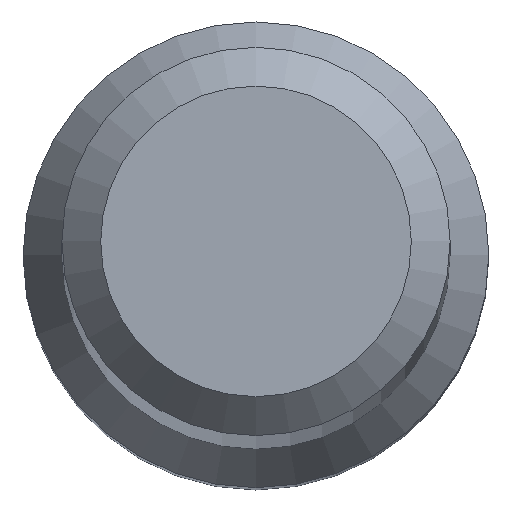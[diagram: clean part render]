
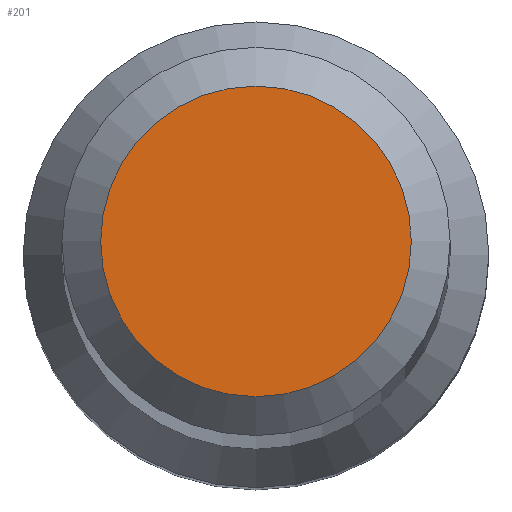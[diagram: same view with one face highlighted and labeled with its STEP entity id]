
A CAD part, top view. The second image highlights one B-rep face of the part: STEP entity #201.
In plain terms, the highlighted planar face has unit normal (0, 0, 1).
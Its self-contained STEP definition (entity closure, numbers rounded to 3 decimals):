
#6 = DIRECTION ( 'NONE',  ( 0., 1., 0. ) ) ;
#16 = CIRCLE ( 'NONE', #26, 1.2 ) ;
#26 = AXIS2_PLACEMENT_3D ( 'NONE', #118, #185, #6 ) ;
#59 = AXIS2_PLACEMENT_3D ( 'NONE', #217, #161, #229 ) ;
#77 = PLANE ( 'NONE',  #59 ) ;
#82 = FACE_OUTER_BOUND ( 'NONE', #98, .T. ) ;
#95 = ORIENTED_EDGE ( 'NONE', *, *, #139, .F. ) ;
#98 = EDGE_LOOP ( 'NONE', ( #95 ) ) ;
#107 = VERTEX_POINT ( 'NONE', #127 ) ;
#118 = CARTESIAN_POINT ( 'NONE',  ( 0., 0., 70. ) ) ;
#127 = CARTESIAN_POINT ( 'NONE',  ( 0., 1.2, 70. ) ) ;
#139 = EDGE_CURVE ( 'NONE', #107, #107, #16, .T. ) ;
#161 = DIRECTION ( 'NONE',  ( 0., 0., 1. ) ) ;
#185 = DIRECTION ( 'NONE',  ( 0., 0., -1. ) ) ;
#201 = ADVANCED_FACE ( 'NONE', ( #82 ), #77, .T. ) ;
#217 = CARTESIAN_POINT ( 'NONE',  ( 0., 0., 70. ) ) ;
#229 = DIRECTION ( 'NONE',  ( 0., -1., 0. ) ) ;
